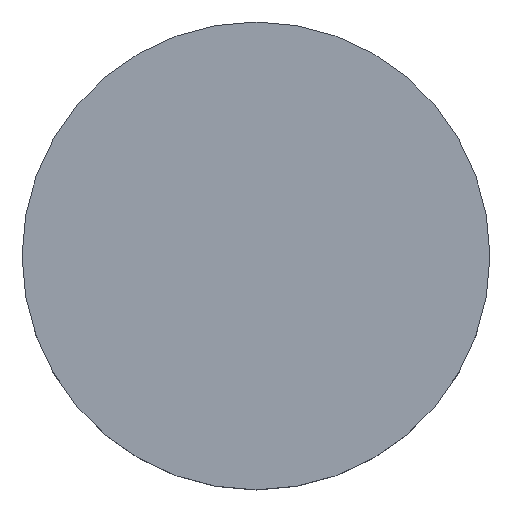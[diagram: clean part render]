
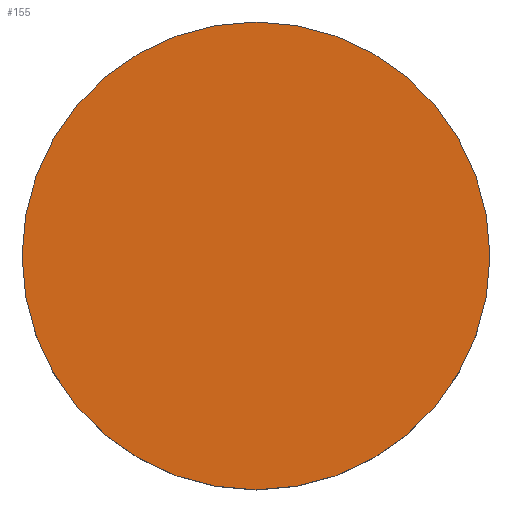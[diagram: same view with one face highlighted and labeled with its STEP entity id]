
A CAD part, top view. The second image highlights one B-rep face of the part: STEP entity #155.
In plain terms, the highlighted planar face has unit normal (0, 0, 1).
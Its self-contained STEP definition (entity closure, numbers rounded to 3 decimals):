
#23=ORIENTED_EDGE('',*,*,#49,.F.);
#49=EDGE_CURVE('',#63,#63,#77,.T.);
#63=VERTEX_POINT('',#278);
#77=CIRCLE('',#185,34.);
#93=EDGE_LOOP('',(#23));
#121=FACE_BOUND('',#93,.T.);
#146=PLANE('',#186);
#155=ADVANCED_FACE('',(#121),#146,.F.);
#185=AXIS2_PLACEMENT_3D('',#277,#220,#221);
#186=AXIS2_PLACEMENT_3D('',#279,#222,#223);
#220=DIRECTION('',(0.,0.,-1.));
#221=DIRECTION('',(-1.,0.,0.));
#222=DIRECTION('',(0.,0.,-1.));
#223=DIRECTION('',(-1.,0.,0.));
#277=CARTESIAN_POINT('',(0.,0.,-24.8));
#278=CARTESIAN_POINT('',(-34.,0.,-24.8));
#279=CARTESIAN_POINT('',(17.,0.,-24.8));
